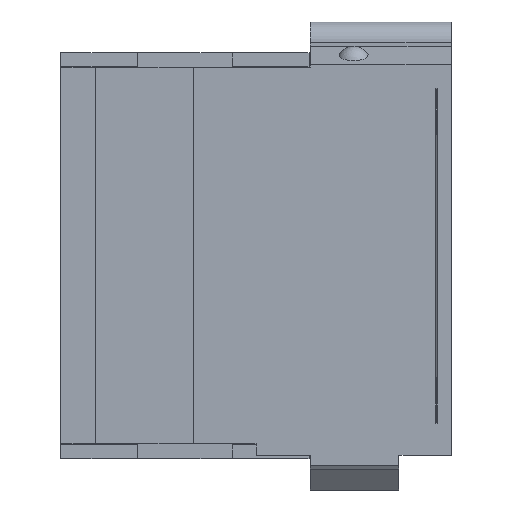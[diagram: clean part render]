
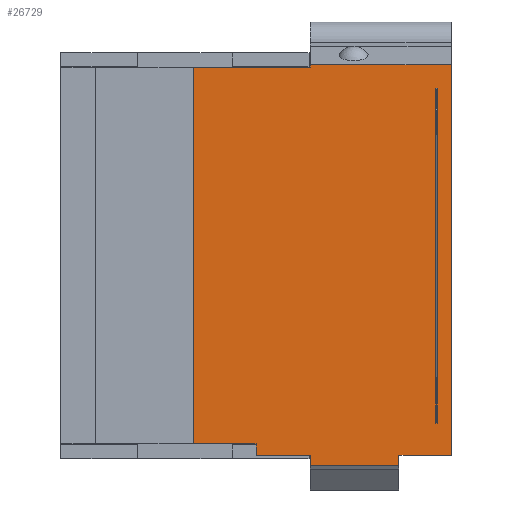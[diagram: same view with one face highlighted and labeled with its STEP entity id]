
A CAD part, front view. The second image highlights one B-rep face of the part: STEP entity #26729.
In plain terms, the highlighted planar face has unit normal (0, -1, 0).
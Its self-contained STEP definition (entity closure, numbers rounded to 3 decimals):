
#1398=DIRECTION('',(1.,0.,0.));
#1399=VECTOR('',#1398,8.4);
#1400=CARTESIAN_POINT('',(-4.5,0.,13.5));
#1401=LINE('',#1400,#1399);
#1422=DIRECTION('',(0.,0.,-1.));
#1423=VECTOR('',#1422,27.);
#1424=CARTESIAN_POINT('',(-4.5,0.,13.5));
#1425=LINE('',#1424,#1423);
#1426=DIRECTION('',(1.,0.,0.));
#1427=VECTOR('',#1426,10.1);
#1428=CARTESIAN_POINT('',(3.9,0.,13.7));
#1429=LINE('',#1428,#1427);
#1430=DIRECTION('',(0.,0.,-1.));
#1431=VECTOR('',#1430,28.);
#1432=CARTESIAN_POINT('',(14.,0.,13.7));
#1433=LINE('',#1432,#1431);
#1434=DIRECTION('',(-1.,0.,0.));
#1435=VECTOR('',#1434,3.75);
#1436=CARTESIAN_POINT('',(14.,0.,-14.3));
#1437=LINE('',#1436,#1435);
#1438=DIRECTION('',(0.,0.,1.));
#1439=VECTOR('',#1438,0.732);
#1440=CARTESIAN_POINT('',(10.25,0.,-15.032));
#1441=LINE('',#1440,#1439);
#1442=DIRECTION('',(-1.,0.,0.));
#1443=VECTOR('',#1442,6.35);
#1444=CARTESIAN_POINT('',(10.25,0.,-15.032));
#1445=LINE('',#1444,#1443);
#1446=DIRECTION('',(0.,0.,1.));
#1447=VECTOR('',#1446,0.732);
#1448=CARTESIAN_POINT('',(3.9,0.,-15.032));
#1449=LINE('',#1448,#1447);
#1450=DIRECTION('',(1.,0.,0.));
#1451=VECTOR('',#1450,3.9);
#1452=CARTESIAN_POINT('',(0.,0.,-14.3));
#1453=LINE('',#1452,#1451);
#1454=DIRECTION('',(-1.,0.,0.));
#1455=VECTOR('',#1454,4.5);
#1456=CARTESIAN_POINT('',(0.,0.,-13.5));
#1457=LINE('',#1456,#1455);
#1458=DIRECTION('',(0.,0.,1.));
#1459=VECTOR('',#1458,24.);
#1460=CARTESIAN_POINT('',(12.9,0.,-12.));
#1461=LINE('',#1460,#1459);
#1462=DIRECTION('',(0.,0.,1.));
#1463=VECTOR('',#1462,24.);
#1464=CARTESIAN_POINT('',(13.,0.,-12.));
#1465=LINE('',#1464,#1463);
#1508=DIRECTION('',(0.,0.,-1.));
#1509=VECTOR('',#1508,0.2);
#1510=CARTESIAN_POINT('',(3.9,0.,13.7));
#1511=LINE('',#1510,#1509);
#1676=DIRECTION('',(0.,0.,1.));
#1677=VECTOR('',#1676,0.8);
#1678=CARTESIAN_POINT('',(0.,0.,-14.3));
#1679=LINE('',#1678,#1677);
#7373=DIRECTION('',(-1.,0.,0.));
#7374=VECTOR('',#7373,0.1);
#7375=CARTESIAN_POINT('',(13.,0.,-12.));
#7376=LINE('',#7375,#7374);
#7469=DIRECTION('',(1.,0.,0.));
#7470=VECTOR('',#7469,0.1);
#7471=CARTESIAN_POINT('',(12.9,0.,12.));
#7472=LINE('',#7471,#7470);
#19466=CARTESIAN_POINT('',(3.9,0.,13.7));
#19467=VERTEX_POINT('',#19466);
#19502=CARTESIAN_POINT('',(14.,0.,13.7));
#19503=VERTEX_POINT('',#19502);
#19508=CARTESIAN_POINT('',(3.9,0.,13.5));
#19509=VERTEX_POINT('',#19508);
#19510=CARTESIAN_POINT('',(0.,0.,-13.5));
#19512=VERTEX_POINT('',#19510);
#19516=CARTESIAN_POINT('',(0.,0.,-14.3));
#19517=CARTESIAN_POINT('',(3.9,0.,-14.3));
#19518=VERTEX_POINT('',#19516);
#19519=VERTEX_POINT('',#19517);
#19520=CARTESIAN_POINT('',(3.9,0.,-15.032));
#19521=VERTEX_POINT('',#19520);
#19522=CARTESIAN_POINT('',(10.25,0.,-15.032));
#19523=CARTESIAN_POINT('',(10.25,0.,-14.3));
#19524=VERTEX_POINT('',#19522);
#19525=VERTEX_POINT('',#19523);
#19526=CARTESIAN_POINT('',(14.,0.,-14.3));
#19527=VERTEX_POINT('',#19526);
#19685=CARTESIAN_POINT('',(13.,0.,-12.));
#19686=CARTESIAN_POINT('',(13.,0.,12.));
#19687=VERTEX_POINT('',#19685);
#19688=VERTEX_POINT('',#19686);
#20013=CARTESIAN_POINT('',(-4.5,0.,-13.5));
#20015=VERTEX_POINT('',#20013);
#20021=CARTESIAN_POINT('',(-4.5,0.,13.5));
#20023=VERTEX_POINT('',#20021);
#23293=CARTESIAN_POINT('',(12.9,0.,-12.));
#23295=VERTEX_POINT('',#23293);
#23305=CARTESIAN_POINT('',(12.9,0.,12.));
#23307=VERTEX_POINT('',#23305);
#26690=CARTESIAN_POINT('',(-14.,0.,-13.5));
#26691=DIRECTION('',(0.,-1.,0.));
#26692=DIRECTION('',(1.,0.,0.));
#26693=AXIS2_PLACEMENT_3D('',#26690,#26691,#26692);
#26694=PLANE('',#26693);
#26695=ORIENTED_EDGE('',*,*,#26683,.F.);
#26696=ORIENTED_EDGE('',*,*,#26639,.T.);
#26698=ORIENTED_EDGE('',*,*,#26697,.F.);
#26700=ORIENTED_EDGE('',*,*,#26699,.T.);
#26702=ORIENTED_EDGE('',*,*,#26701,.T.);
#26704=ORIENTED_EDGE('',*,*,#26703,.T.);
#26706=ORIENTED_EDGE('',*,*,#26705,.F.);
#26708=ORIENTED_EDGE('',*,*,#26707,.T.);
#26710=ORIENTED_EDGE('',*,*,#26709,.T.);
#26712=ORIENTED_EDGE('',*,*,#26711,.F.);
#26714=ORIENTED_EDGE('',*,*,#26713,.T.);
#26716=ORIENTED_EDGE('',*,*,#26715,.T.);
#26717=EDGE_LOOP('',(#26695,#26696,#26698,#26700,#26702,#26704,#26706,#26708,
#26710,#26712,#26714,#26716));
#26718=FACE_OUTER_BOUND('',#26717,.F.);
#26720=ORIENTED_EDGE('',*,*,#26719,.F.);
#26722=ORIENTED_EDGE('',*,*,#26721,.F.);
#26724=ORIENTED_EDGE('',*,*,#26723,.F.);
#26726=ORIENTED_EDGE('',*,*,#26725,.T.);
#26727=EDGE_LOOP('',(#26720,#26722,#26724,#26726));
#26728=FACE_BOUND('',#26727,.F.);
#26729=ADVANCED_FACE('',(#26718,#26728),#26694,.T.);
#26639=EDGE_CURVE('',#20023,#19509,#1401,.T.);
#26683=EDGE_CURVE('',#20023,#20015,#1425,.T.);
#26697=EDGE_CURVE('',#19467,#19509,#1511,.T.);
#26699=EDGE_CURVE('',#19467,#19503,#1429,.T.);
#26701=EDGE_CURVE('',#19503,#19527,#1433,.T.);
#26703=EDGE_CURVE('',#19527,#19525,#1437,.T.);
#26705=EDGE_CURVE('',#19524,#19525,#1441,.T.);
#26707=EDGE_CURVE('',#19524,#19521,#1445,.T.);
#26709=EDGE_CURVE('',#19521,#19519,#1449,.T.);
#26711=EDGE_CURVE('',#19518,#19519,#1453,.T.);
#26713=EDGE_CURVE('',#19518,#19512,#1679,.T.);
#26715=EDGE_CURVE('',#19512,#20015,#1457,.T.);
#26719=EDGE_CURVE('',#23307,#19688,#7472,.T.);
#26721=EDGE_CURVE('',#23295,#23307,#1461,.T.);
#26723=EDGE_CURVE('',#19687,#23295,#7376,.T.);
#26725=EDGE_CURVE('',#19687,#19688,#1465,.T.);
